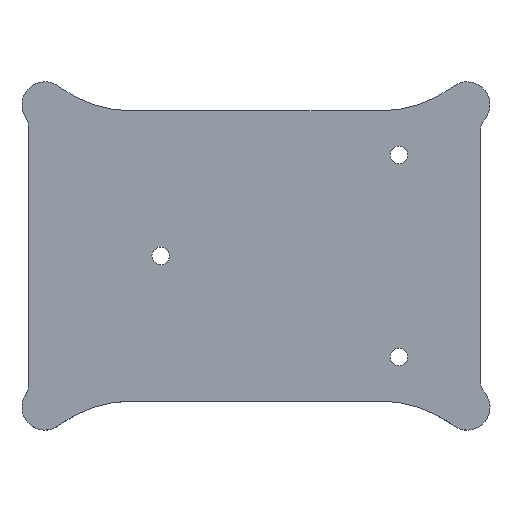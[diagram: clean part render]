
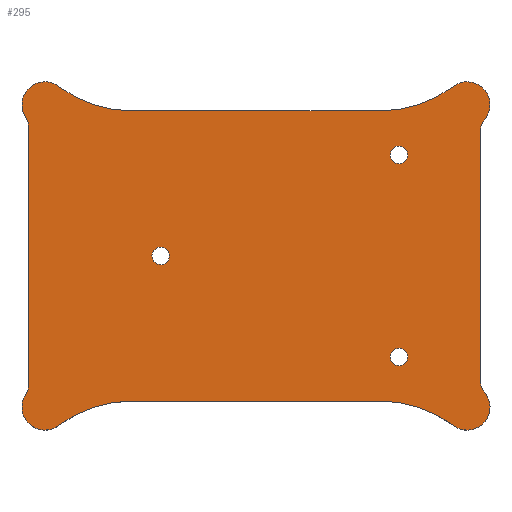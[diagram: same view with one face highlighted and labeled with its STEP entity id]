
A CAD part, top view. The second image highlights one B-rep face of the part: STEP entity #295.
In plain terms, the highlighted planar face has unit normal (0, 0, 1).
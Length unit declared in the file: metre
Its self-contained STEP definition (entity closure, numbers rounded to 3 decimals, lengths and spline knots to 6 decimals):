
#295 = ADVANCED_FACE( '', ( #624, #625, #626, #627 ), #628, .T. );
#624 = FACE_OUTER_BOUND( '', #970, .T. );
#625 = FACE_BOUND( '', #971, .T. );
#626 = FACE_BOUND( '', #972, .T. );
#627 = FACE_BOUND( '', #973, .T. );
#628 = PLANE( '', #974 );
#970 = EDGE_LOOP( '', ( #1773, #1774, #1775, #1776, #1777, #1778, #1779, #1780, #1781, #1782, #1783, #1784, #1785, #1786, #1787, #1788 ) );
#971 = EDGE_LOOP( '', ( #1789 ) );
#972 = EDGE_LOOP( '', ( #1790 ) );
#973 = EDGE_LOOP( '', ( #1791 ) );
#974 = AXIS2_PLACEMENT_3D( '', #1792, #1793, #1794 );
#1773 = ORIENTED_EDGE( '', *, *, #2301, .F. );
#1774 = ORIENTED_EDGE( '', *, *, #2150, .F. );
#1775 = ORIENTED_EDGE( '', *, *, #2068, .F. );
#1776 = ORIENTED_EDGE( '', *, *, #2052, .F. );
#1777 = ORIENTED_EDGE( '', *, *, #2372, .F. );
#1778 = ORIENTED_EDGE( '', *, *, #2141, .F. );
#1779 = ORIENTED_EDGE( '', *, *, #2241, .F. );
#1780 = ORIENTED_EDGE( '', *, *, #2341, .F. );
#1781 = ORIENTED_EDGE( '', *, *, #2380, .F. );
#1782 = ORIENTED_EDGE( '', *, *, #2220, .F. );
#1783 = ORIENTED_EDGE( '', *, *, #2245, .F. );
#1784 = ORIENTED_EDGE( '', *, *, #2381, .F. );
#1785 = ORIENTED_EDGE( '', *, *, #2178, .F. );
#1786 = ORIENTED_EDGE( '', *, *, #2273, .F. );
#1787 = ORIENTED_EDGE( '', *, *, #2248, .F. );
#1788 = ORIENTED_EDGE( '', *, *, #2037, .F. );
#1789 = ORIENTED_EDGE( '', *, *, #2382, .F. );
#1790 = ORIENTED_EDGE( '', *, *, #2266, .F. );
#1791 = ORIENTED_EDGE( '', *, *, #2181, .F. );
#1792 = CARTESIAN_POINT( '', ( 0.048959, -0.037221, 0.005983 ) );
#1793 = DIRECTION( '', ( 0., 0., 1. ) );
#1794 = DIRECTION( '', ( 1., 0., 0. ) );
#2037 = EDGE_CURVE( '', #2432, #2427, #2434, .T. );
#2052 = EDGE_CURVE( '', #2459, #2460, #2461, .T. );
#2068 = EDGE_CURVE( '', #2460, #2488, #2489, .T. );
#2141 = EDGE_CURVE( '', #2617, #2615, #2619, .T. );
#2150 = EDGE_CURVE( '', #2488, #2630, #2631, .T. );
#2178 = EDGE_CURVE( '', #2672, #2667, #2674, .T. );
#2181 = EDGE_CURVE( '', #2678, #2678, #2679, .T. );
#2220 = EDGE_CURVE( '', #2743, #2745, #2746, .T. );
#2241 = EDGE_CURVE( '', #2772, #2617, #2774, .T. );
#2245 = EDGE_CURVE( '', #2778, #2743, #2780, .T. );
#2248 = EDGE_CURVE( '', #2427, #2784, #2785, .T. );
#2266 = EDGE_CURVE( '', #2811, #2811, #2812, .T. );
#2273 = EDGE_CURVE( '', #2784, #2672, #2823, .T. );
#2301 = EDGE_CURVE( '', #2630, #2432, #2859, .T. );
#2341 = EDGE_CURVE( '', #2909, #2772, #2911, .T. );
#2372 = EDGE_CURVE( '', #2615, #2459, #2949, .T. );
#2380 = EDGE_CURVE( '', #2745, #2909, #2958, .T. );
#2381 = EDGE_CURVE( '', #2667, #2778, #2959, .T. );
#2382 = EDGE_CURVE( '', #2960, #2960, #2961, .T. );
#2427 = VERTEX_POINT( '', #3011 );
#2432 = VERTEX_POINT( '', #3017 );
#2434 = CIRCLE( '', #3020, 0.004763 );
#2459 = VERTEX_POINT( '', #3050 );
#2460 = VERTEX_POINT( '', #3051 );
#2461 = CIRCLE( '', #3052, 0.004763 );
#2488 = VERTEX_POINT( '', #3087 );
#2489 = CIRCLE( '', #3088, 0.003429 );
#2615 = VERTEX_POINT( '', #3248 );
#2617 = VERTEX_POINT( '', #3251 );
#2619 = LINE( '', #3254, #3255 );
#2630 = VERTEX_POINT( '', #3269 );
#2631 = LINE( '', #3270, #3271 );
#2667 = VERTEX_POINT( '', #3315 );
#2672 = VERTEX_POINT( '', #3321 );
#2674 = CIRCLE( '', #3324, 0.0254 );
#2678 = VERTEX_POINT( '', #3328 );
#2679 = CIRCLE( '', #3329, 0.001829 );
#2743 = VERTEX_POINT( '', #3414 );
#2745 = VERTEX_POINT( '', #3417 );
#2746 = LINE( '', #3418, #3419 );
#2772 = VERTEX_POINT( '', #3456 );
#2774 = CIRCLE( '', #3459, 0.0254 );
#2778 = VERTEX_POINT( '', #3463 );
#2780 = CIRCLE( '', #3466, 0.003429 );
#2784 = VERTEX_POINT( '', #3471 );
#2785 = CIRCLE( '', #3472, 0.0254 );
#2811 = VERTEX_POINT( '', #3506 );
#2812 = CIRCLE( '', #3507, 0.001829 );
#2823 = LINE( '', #3520, #3521 );
#2859 = CIRCLE( '', #3568, 0.003429 );
#2909 = VERTEX_POINT( '', #3632 );
#2911 = CIRCLE( '', #3635, 0.004763 );
#2949 = CIRCLE( '', #3685, 0.0254 );
#2958 = CIRCLE( '', #3698, 0.003429 );
#2959 = CIRCLE( '', #3699, 0.004763 );
#2960 = VERTEX_POINT( '', #3700 );
#2961 = CIRCLE( '', #3701, 0.001829 );
#3011 = CARTESIAN_POINT( '', ( 0.040042, -0.034657, 0.005983 ) );
#3017 = CARTESIAN_POINT( '', ( 0.046518, -0.02775, 0.005983 ) );
#3020 = AXIS2_PLACEMENT_3D( '', #3771, #3772, #3773 );
#3050 = CARTESIAN_POINT( '', ( 0.040042, 0.035828, 0.005983 ) );
#3051 = CARTESIAN_POINT( '', ( 0.046518, 0.028921, 0.005983 ) );
#3052 = AXIS2_PLACEMENT_3D( '', #3794, #3795, #3796 );
#3087 = CARTESIAN_POINT( '', ( 0.045694, 0.026691, 0.005983 ) );
#3088 = AXIS2_PLACEMENT_3D( '', #3816, #3817, #3818 );
#3248 = CARTESIAN_POINT( '', ( 0.024802, 0.030748, 0.005983 ) );
#3251 = CARTESIAN_POINT( '', ( -0.02676, 0.030748, 0.005983 ) );
#3254 = CARTESIAN_POINT( '', ( -0.000979, 0.030748, 0.005983 ) );
#3255 = VECTOR( '', #3935, 1. );
#3269 = CARTESIAN_POINT( '', ( 0.045694, -0.025521, 0.005983 ) );
#3270 = CARTESIAN_POINT( '', ( 0.045694, 0.000585, 0.005983 ) );
#3271 = VECTOR( '', #3942, 1. );
#3315 = CARTESIAN_POINT( '', ( -0.042, -0.034657, 0.005983 ) );
#3321 = CARTESIAN_POINT( '', ( -0.02676, -0.029577, 0.005983 ) );
#3324 = AXIS2_PLACEMENT_3D( '', #3977, #3978, #3979 );
#3328 = CARTESIAN_POINT( '', ( 0.030569, 0.021604, 0.005983 ) );
#3329 = AXIS2_PLACEMENT_3D( '', #3983, #3984, #3985 );
#3414 = CARTESIAN_POINT( '', ( -0.048273, -0.026347, 0.005983 ) );
#3417 = CARTESIAN_POINT( '', ( -0.048273, 0.027517, 0.005983 ) );
#3418 = CARTESIAN_POINT( '', ( -0.048273, -0.025505, 0.005983 ) );
#3419 = VECTOR( '', #4032, 1. );
#3456 = CARTESIAN_POINT( '', ( -0.042, 0.035828, 0.005983 ) );
#3459 = AXIS2_PLACEMENT_3D( '', #4051, #4052, #4053 );
#3463 = CARTESIAN_POINT( '', ( -0.048837, -0.028231, 0.005983 ) );
#3466 = AXIS2_PLACEMENT_3D( '', #4058, #4059, #4060 );
#3471 = CARTESIAN_POINT( '', ( 0.024802, -0.029577, 0.005983 ) );
#3472 = AXIS2_PLACEMENT_3D( '', #4062, #4063, #4064 );
#3506 = CARTESIAN_POINT( '', ( 0.030569, -0.020433, 0.005983 ) );
#3507 = AXIS2_PLACEMENT_3D( '', #4088, #4089, #4090 );
#3520 = CARTESIAN_POINT( '', ( -0.000979, -0.029577, 0.005983 ) );
#3521 = VECTOR( '', #4099, 1. );
#3568 = AXIS2_PLACEMENT_3D( '', #4135, #4136, #4137 );
#3632 = CARTESIAN_POINT( '', ( -0.048837, 0.029401, 0.005983 ) );
#3635 = AXIS2_PLACEMENT_3D( '', #4186, #4187, #4188 );
#3685 = AXIS2_PLACEMENT_3D( '', #4222, #4223, #4224 );
#3698 = AXIS2_PLACEMENT_3D( '', #4229, #4230, #4231 );
#3699 = AXIS2_PLACEMENT_3D( '', #4232, #4233, #4234 );
#3700 = CARTESIAN_POINT( '', ( -0.018961, 0.000585, 0.005983 ) );
#3701 = AXIS2_PLACEMENT_3D( '', #4235, #4236, #4237 );
#3771 = CARTESIAN_POINT( '', ( 0.0429, -0.030847, 0.005983 ) );
#3772 = DIRECTION( '', ( 0., 0., -1. ) );
#3773 = DIRECTION( '', ( 0.868, 0.496, 0. ) );
#3794 = CARTESIAN_POINT( '', ( 0.0429, 0.032018, 0.005983 ) );
#3795 = DIRECTION( '', ( 0., 0., -1. ) );
#3796 = DIRECTION( '', ( -0.6, 0.8, 0. ) );
#3816 = CARTESIAN_POINT( '', ( 0.049123, 0.026691, 0.005983 ) );
#3817 = DIRECTION( '', ( 0., 0., 1. ) );
#3818 = DIRECTION( '', ( 1., 0., 0. ) );
#3935 = DIRECTION( '', ( 1., 0., 0. ) );
#3942 = DIRECTION( '', ( 0., -1., 0. ) );
#3977 = CARTESIAN_POINT( '', ( -0.02676, -0.054977, 0.005983 ) );
#3978 = DIRECTION( '', ( 0., 0., 1. ) );
#3979 = DIRECTION( '', ( 0., 1., 0. ) );
#3983 = CARTESIAN_POINT( '', ( 0.02874, 0.021604, 0.005983 ) );
#3984 = DIRECTION( '', ( 0., 0., 1. ) );
#3985 = DIRECTION( '', ( 1., 0., 0. ) );
#4032 = DIRECTION( '', ( 0., 1., 0. ) );
#4051 = CARTESIAN_POINT( '', ( -0.02676, 0.056148, 0.005983 ) );
#4052 = DIRECTION( '', ( 0., 0., 1. ) );
#4053 = DIRECTION( '', ( -0.6, -0.8, 0. ) );
#4058 = CARTESIAN_POINT( '', ( -0.051702, -0.026347, 0.005983 ) );
#4059 = DIRECTION( '', ( 0., 0., 1. ) );
#4060 = DIRECTION( '', ( 1., 0., 0. ) );
#4062 = CARTESIAN_POINT( '', ( 0.024802, -0.054977, 0.005983 ) );
#4063 = DIRECTION( '', ( 0., 0., 1. ) );
#4064 = DIRECTION( '', ( 0.6, 0.8, 0. ) );
#4088 = CARTESIAN_POINT( '', ( 0.02874, -0.020433, 0.005983 ) );
#4089 = DIRECTION( '', ( 0., 0., 1. ) );
#4090 = DIRECTION( '', ( 1., 0., 0. ) );
#4099 = DIRECTION( '', ( -1., 0., 0. ) );
#4135 = CARTESIAN_POINT( '', ( 0.049123, -0.025521, 0.005983 ) );
#4136 = DIRECTION( '', ( 0., 0., 1. ) );
#4137 = DIRECTION( '', ( 1., 0., 0. ) );
#4186 = CARTESIAN_POINT( '', ( -0.044857, 0.032018, 0.005983 ) );
#4187 = DIRECTION( '', ( 0., 0., -1. ) );
#4188 = DIRECTION( '', ( -0.758, -0.652, 0. ) );
#4222 = CARTESIAN_POINT( '', ( 0.024802, 0.056148, 0.005983 ) );
#4223 = DIRECTION( '', ( 0., 0., 1. ) );
#4224 = DIRECTION( '', ( 0., -1., 0. ) );
#4229 = CARTESIAN_POINT( '', ( -0.051702, 0.027517, 0.005983 ) );
#4230 = DIRECTION( '', ( 0., 0., 1. ) );
#4231 = DIRECTION( '', ( 1., 0., 0. ) );
#4232 = CARTESIAN_POINT( '', ( -0.044857, -0.030847, 0.005983 ) );
#4233 = DIRECTION( '', ( 0., 0., -1. ) );
#4234 = DIRECTION( '', ( 0.6, -0.8, 0. ) );
#4235 = CARTESIAN_POINT( '', ( -0.02079, 0.000585, 0.005983 ) );
#4236 = DIRECTION( '', ( 0., 0., 1. ) );
#4237 = DIRECTION( '', ( 1., 0., 0. ) );
